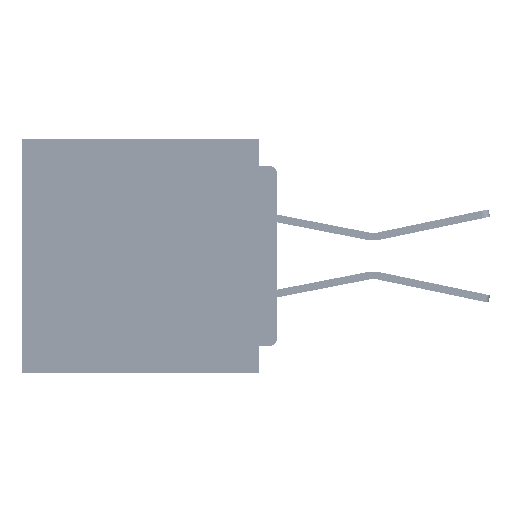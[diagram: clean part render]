
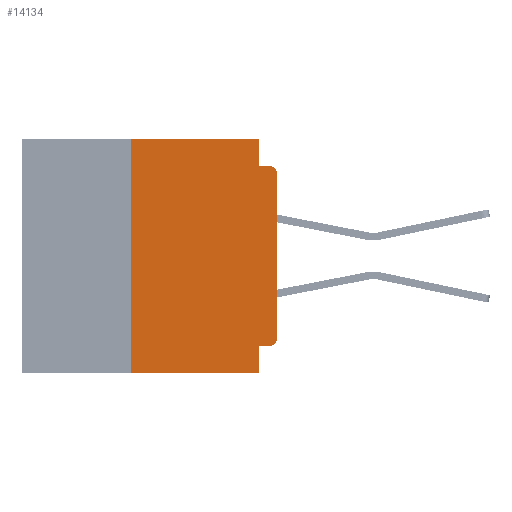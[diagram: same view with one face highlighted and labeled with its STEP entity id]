
A CAD part, left-side view. The second image highlights one B-rep face of the part: STEP entity #14134.
In plain terms, the highlighted planar face has unit normal (-1, 0, 0).
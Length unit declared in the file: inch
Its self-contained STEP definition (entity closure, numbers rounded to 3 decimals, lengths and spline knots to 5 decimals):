
#453 = ORIENTED_EDGE ( 'NONE', *, *, #21796, .F. ) ;
#1260 = EDGE_CURVE ( 'NONE', #63021, #26112, #41159, .T. ) ;
#2189 = VERTEX_POINT ( 'NONE', #22289 ) ;
#3758 = CARTESIAN_POINT ( 'NONE',  ( 0., 0.031, -0.4 ) ) ;
#3818 = VERTEX_POINT ( 'NONE', #32122 ) ;
#5224 = CARTESIAN_POINT ( 'NONE',  ( 0., 0., -0.355 ) ) ;
#6722 = DIRECTION ( 'NONE',  ( 0., 0., -1. ) ) ;
#7048 = LINE ( 'NONE', #58468, #46463 ) ;
#7835 = VECTOR ( 'NONE', #39526, 39.37008 ) ;
#8982 = ORIENTED_EDGE ( 'NONE', *, *, #56042, .F. ) ;
#10817 = EDGE_CURVE ( 'NONE', #59124, #2189, #66461, .T. ) ;
#13255 = DIRECTION ( 'NONE',  ( 0., -1., 0. ) ) ;
#14079 = ORIENTED_EDGE ( 'NONE', *, *, #10817, .T. ) ;
#14134 = ADVANCED_FACE ( 'NONE', ( #30198 ), #20979, .F. ) ;
#14270 = VERTEX_POINT ( 'NONE', #52495 ) ;
#15445 = DIRECTION ( 'NONE',  ( -1., 0., 0. ) ) ;
#15860 = VECTOR ( 'NONE', #13255, 39.37008 ) ;
#17067 = ORIENTED_EDGE ( 'NONE', *, *, #35728, .F. ) ;
#19033 = VECTOR ( 'NONE', #31602, 39.37008 ) ;
#20324 = EDGE_CURVE ( 'NONE', #3818, #46722, #7048, .T. ) ;
#20485 = EDGE_CURVE ( 'NONE', #26112, #59124, #21608, .T. ) ;
#20979 = PLANE ( 'NONE',  #43633 ) ;
#21062 = AXIS2_PLACEMENT_3D ( 'NONE', #52724, #52705, #52485 ) ;
#21608 = LINE ( 'NONE', #54675, #7835 ) ;
#21796 = EDGE_CURVE ( 'NONE', #34660, #46722, #55045, .T. ) ;
#22256 = EDGE_LOOP ( 'NONE', ( #25181, #14079, #22841, #42159, #8982, #62991, #27529, #453, #17067, #50240 ) ) ;
#22289 = CARTESIAN_POINT ( 'NONE',  ( 0., 0.015, -0.045 ) ) ;
#22841 = ORIENTED_EDGE ( 'NONE', *, *, #28420, .F. ) ;
#23850 = EDGE_CURVE ( 'NONE', #3818, #14270, #46312, .T. ) ;
#25132 = CARTESIAN_POINT ( 'NONE',  ( 0., 0.031, -0.355 ) ) ;
#25181 = ORIENTED_EDGE ( 'NONE', *, *, #20485, .T. ) ;
#25344 = CARTESIAN_POINT ( 'NONE',  ( 0., 0.031, 0. ) ) ;
#25776 = DIRECTION ( 'NONE',  ( 0., 1., 0. ) ) ;
#25895 = CARTESIAN_POINT ( 'NONE',  ( 0., 0.437, 0. ) ) ;
#25937 = VECTOR ( 'NONE', #6722, 39.37008 ) ;
#25998 = CARTESIAN_POINT ( 'NONE',  ( 0., 0., -0.06 ) ) ;
#26111 = DIRECTION ( 'NONE',  ( 1., 0., 0. ) ) ;
#26112 = VERTEX_POINT ( 'NONE', #30646 ) ;
#26413 = CARTESIAN_POINT ( 'NONE',  ( 0., 0.25, -0.4 ) ) ;
#27529 = ORIENTED_EDGE ( 'NONE', *, *, #20324, .T. ) ;
#27533 = LINE ( 'NONE', #32461, #25937 ) ;
#27879 = LINE ( 'NONE', #43989, #15860 ) ;
#28420 = EDGE_CURVE ( 'NONE', #29650, #2189, #27879, .T. ) ;
#29247 = CARTESIAN_POINT ( 'NONE',  ( 0., 0.015, -0.355 ) ) ;
#29650 = VERTEX_POINT ( 'NONE', #55817 ) ;
#30197 = AXIS2_PLACEMENT_3D ( 'NONE', #46150, #15445, #51283 ) ;
#30198 = FACE_OUTER_BOUND ( 'NONE', #22256, .T. ) ;
#30646 = CARTESIAN_POINT ( 'NONE',  ( 0., 0., -0.34 ) ) ;
#31602 = DIRECTION ( 'NONE',  ( 0., 0., 1. ) ) ;
#32122 = CARTESIAN_POINT ( 'NONE',  ( 0., 0.25, -0.4 ) ) ;
#32131 = VERTEX_POINT ( 'NONE', #25344 ) ;
#32158 = LINE ( 'NONE', #64717, #59274 ) ;
#32461 = CARTESIAN_POINT ( 'NONE',  ( 0., 0.031, 0. ) ) ;
#33060 = DIRECTION ( 'NONE',  ( 0., -1., 0. ) ) ;
#34190 = DIRECTION ( 'NONE',  ( 0., -1., 0. ) ) ;
#34310 = LINE ( 'NONE', #5224, #44685 ) ;
#34660 = VERTEX_POINT ( 'NONE', #25132 ) ;
#35728 = EDGE_CURVE ( 'NONE', #63021, #34660, #34310, .T. ) ;
#39526 = DIRECTION ( 'NONE',  ( 0., 0., 1. ) ) ;
#41159 = CIRCLE ( 'NONE', #21062, 0.015 ) ;
#42159 = ORIENTED_EDGE ( 'NONE', *, *, #45527, .F. ) ;
#43633 = AXIS2_PLACEMENT_3D ( 'NONE', #25895, #26111, #61860 ) ;
#43989 = CARTESIAN_POINT ( 'NONE',  ( 0., 0., -0.045 ) ) ;
#44685 = VECTOR ( 'NONE', #25776, 39.37008 ) ;
#44807 = CARTESIAN_POINT ( 'NONE',  ( 0., 0.031, -0.4 ) ) ;
#45527 = EDGE_CURVE ( 'NONE', #32131, #29650, #27533, .T. ) ;
#46150 = CARTESIAN_POINT ( 'NONE',  ( 0., 0.015, -0.06 ) ) ;
#46312 = LINE ( 'NONE', #26413, #19033 ) ;
#46463 = VECTOR ( 'NONE', #33060, 39.37008 ) ;
#46722 = VERTEX_POINT ( 'NONE', #3758 ) ;
#49946 = DIRECTION ( 'NONE',  ( 0., 0., -1. ) ) ;
#50240 = ORIENTED_EDGE ( 'NONE', *, *, #1260, .T. ) ;
#51283 = DIRECTION ( 'NONE',  ( 0., 0., -1. ) ) ;
#52485 = DIRECTION ( 'NONE',  ( 0., 0., -1. ) ) ;
#52495 = CARTESIAN_POINT ( 'NONE',  ( 0., 0.25, 0. ) ) ;
#52705 = DIRECTION ( 'NONE',  ( -1., 0., 0. ) ) ;
#52724 = CARTESIAN_POINT ( 'NONE',  ( 0., 0.015, -0.34 ) ) ;
#53442 = VECTOR ( 'NONE', #49946, 39.37008 ) ;
#54675 = CARTESIAN_POINT ( 'NONE',  ( 0., 0., 0. ) ) ;
#55045 = LINE ( 'NONE', #44807, #53442 ) ;
#55817 = CARTESIAN_POINT ( 'NONE',  ( 0., 0.031, -0.045 ) ) ;
#56042 = EDGE_CURVE ( 'NONE', #14270, #32131, #32158, .T. ) ;
#58468 = CARTESIAN_POINT ( 'NONE',  ( 0., 0.437, -0.4 ) ) ;
#59124 = VERTEX_POINT ( 'NONE', #25998 ) ;
#59274 = VECTOR ( 'NONE', #34190, 39.37008 ) ;
#61860 = DIRECTION ( 'NONE',  ( 0., 0., -1. ) ) ;
#62991 = ORIENTED_EDGE ( 'NONE', *, *, #23850, .F. ) ;
#63021 = VERTEX_POINT ( 'NONE', #29247 ) ;
#64717 = CARTESIAN_POINT ( 'NONE',  ( 0., 0.437, 0. ) ) ;
#66461 = CIRCLE ( 'NONE', #30197, 0.015 ) ;
